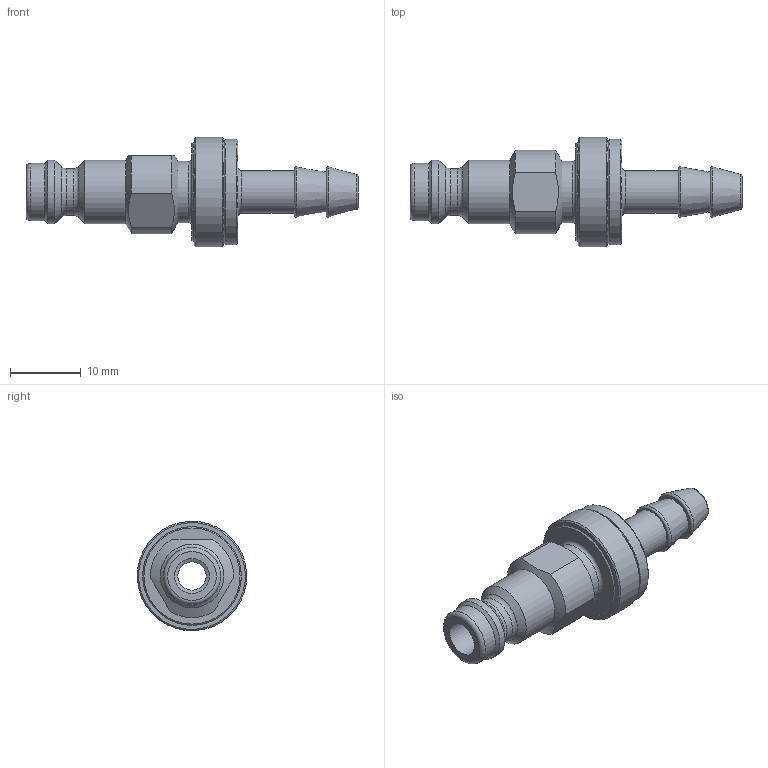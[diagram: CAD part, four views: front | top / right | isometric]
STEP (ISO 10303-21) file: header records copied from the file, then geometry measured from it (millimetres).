
FILE_DESCRIPTION((''),'2;1');
FILE_NAME('21sftf06mxx3.stp','2012-06-29T10:27:14',('IA176480'),(''),'Autodesk Inventor 2011','Autodesk Inventor 2011','');
FILE_SCHEMA(('AUTOMOTIVE_DESIGN { 1 0 10303 214 1 1 1 1 }'));
Length unit declared in the file: millimetre
Products named in the file (3): D103766; D103765; D103012
Assembly tree (2 placements, depth 2):
  D103766
    D103765
    D103012
Bounding box: 47 x 15.47 x 15.47 mm (x, y, z)
Volume: 2545.2 mm3; surface area: 2793.9 mm2
Topology: 2 solids, 2 shells, 50 faces, 98 edges, 57 vertices
Faces by surface type: cylinder 16, cone 14, plane 12, torus 8
Full cylindrical faces by diameter (mm): 4 x1, 4.95 x1, 6.05 x1, 6.65 x1, 8.1 x1, 8.7 x1, 9 x2, 13.85 x1, 14 x1, 14.05 x1, 15 x1, 15.5 x1
Entity records: 1169 total; most frequent: DIRECTION 214, CARTESIAN_POINT 183, ORIENTED_EDGE 122, AXIS2_PLACEMENT_3D 104, EDGE_LOOP 94, EDGE_CURVE 61, VERTEX_POINT 55, FACE_OUTER_BOUND 50
